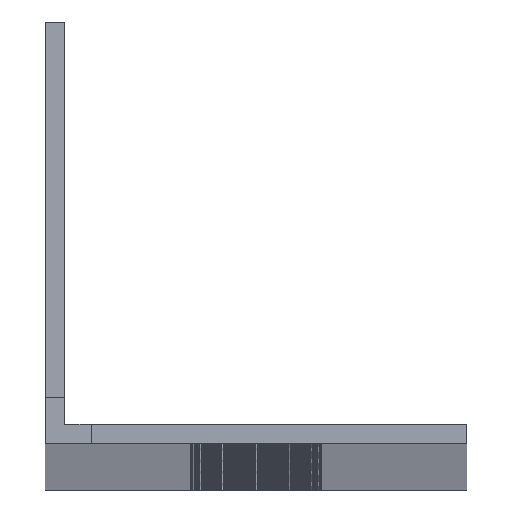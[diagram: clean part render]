
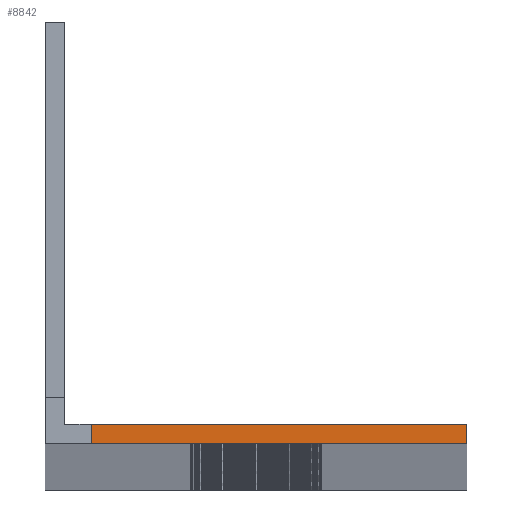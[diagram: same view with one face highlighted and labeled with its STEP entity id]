
A CAD part, top view. The second image highlights one B-rep face of the part: STEP entity #8842.
In plain terms, the highlighted planar face has unit normal (0, 0, 1).
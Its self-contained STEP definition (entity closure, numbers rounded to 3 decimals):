
#1023=FACE_OUTER_BOUND('',#1635,.T.);
#1635=EDGE_LOOP('',(#7196,#7197,#7198,#7199));
#1841=LINE('',#12346,#2671);
#2052=LINE('',#13169,#2882);
#2462=LINE('',#14386,#3292);
#2466=LINE('',#14395,#3296);
#2671=VECTOR('',#9887,10.);
#2882=VECTOR('',#10502,10.);
#3292=VECTOR('',#11718,10.);
#3296=VECTOR('',#11730,10.);
#3501=VERTEX_POINT('',#12343);
#3502=VERTEX_POINT('',#12345);
#3911=VERTEX_POINT('',#13166);
#3912=VERTEX_POINT('',#13168);
#4321=EDGE_CURVE('',#3502,#3501,#1841,.T.);
#4732=EDGE_CURVE('',#3911,#3912,#2052,.T.);
#5342=EDGE_CURVE('',#3501,#3912,#2462,.T.);
#5346=EDGE_CURVE('',#3911,#3502,#2466,.T.);
#7196=ORIENTED_EDGE('',*,*,#5342,.T.);
#7197=ORIENTED_EDGE('',*,*,#4732,.F.);
#7198=ORIENTED_EDGE('',*,*,#5346,.T.);
#7199=ORIENTED_EDGE('',*,*,#4321,.T.);
#8117=PLANE('',#9677);
#8842=ADVANCED_FACE('',(#1023),#8117,.T.);
#9677=AXIS2_PLACEMENT_3D('',#14394,#11728,#11729);
#9887=DIRECTION('',(-1.,0.,0.));
#10502=DIRECTION('',(-1.,0.,0.));
#11718=DIRECTION('',(0.,-1.,0.));
#11728=DIRECTION('center_axis',(0.,0.,1.));
#11729=DIRECTION('ref_axis',(1.,0.,0.));
#11730=DIRECTION('',(0.,1.,0.));
#12343=CARTESIAN_POINT('',(-28.5,1.5,0.));
#12345=CARTESIAN_POINT('',(0.,1.5,0.));
#12346=CARTESIAN_POINT('',(0.,1.5,0.));
#13166=CARTESIAN_POINT('',(0.,0.,0.));
#13168=CARTESIAN_POINT('',(-28.5,0.,0.));
#13169=CARTESIAN_POINT('',(0.,0.,0.));
#14386=CARTESIAN_POINT('',(-28.5,0.75,0.));
#14394=CARTESIAN_POINT('Origin',(-32.,3.5,0.));
#14395=CARTESIAN_POINT('',(0.,0.,0.));
